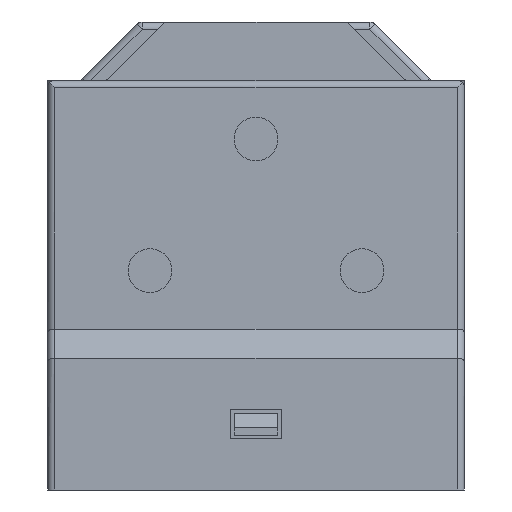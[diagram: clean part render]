
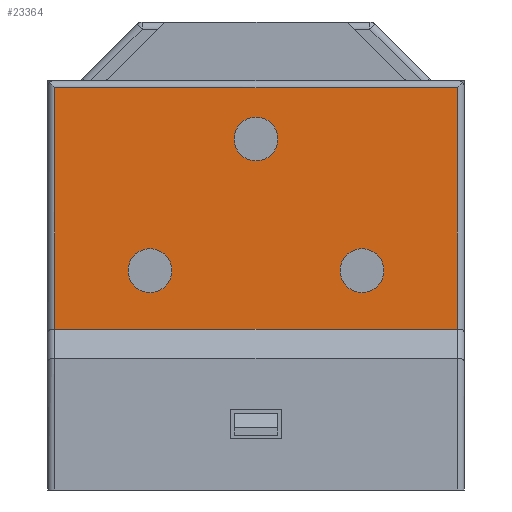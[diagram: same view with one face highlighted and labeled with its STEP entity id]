
A CAD part, front view. The second image highlights one B-rep face of the part: STEP entity #23364.
In plain terms, the highlighted planar face has unit normal (0, -1, 0).
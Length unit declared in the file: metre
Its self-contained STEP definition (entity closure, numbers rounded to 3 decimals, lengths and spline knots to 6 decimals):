
#20434=DIRECTION('',(-1.,0.,0.));
#20435=VECTOR('',#20434,0.0275);
#20436=CARTESIAN_POINT('',(0.02775,0.002,0.011));
#20437=LINE('',#20436,#20435);
#20472=DIRECTION('',(0.,0.,1.));
#20473=VECTOR('',#20472,0.0165);
#20474=CARTESIAN_POINT('',(0.00025,0.002,0.011));
#20475=LINE('',#20474,#20473);
#20579=DIRECTION('',(0.,0.,-1.));
#20580=VECTOR('',#20579,0.0165);
#20581=CARTESIAN_POINT('',(0.02775,0.002,0.0275));
#20582=LINE('',#20581,#20580);
#20588=CARTESIAN_POINT('',(0.02775,0.002,0.0275));
#20590=CARTESIAN_POINT('',(0.014,0.002,0.024));
#20591=DIRECTION('',(0.,1.,0.));
#20592=DIRECTION('',(0.,0.,1.));
#20593=AXIS2_PLACEMENT_3D('',#20590,#20591,#20592);
#20595=CARTESIAN_POINT('',(0.014,0.002,0.024));
#20596=DIRECTION('',(0.,1.,0.));
#20597=DIRECTION('',(0.,0.,-1.));
#20598=AXIS2_PLACEMENT_3D('',#20595,#20596,#20597);
#20600=CARTESIAN_POINT('',(0.02125,0.002,0.015));
#20601=DIRECTION('',(0.,1.,0.));
#20602=DIRECTION('',(0.,0.,1.));
#20603=AXIS2_PLACEMENT_3D('',#20600,#20601,#20602);
#20605=CARTESIAN_POINT('',(0.02125,0.002,0.015));
#20606=DIRECTION('',(0.,1.,0.));
#20607=DIRECTION('',(0.,0.,-1.));
#20608=AXIS2_PLACEMENT_3D('',#20605,#20606,#20607);
#20610=CARTESIAN_POINT('',(0.00675,0.002,0.015));
#20611=DIRECTION('',(0.,1.,0.));
#20612=DIRECTION('',(0.,0.,1.));
#20613=AXIS2_PLACEMENT_3D('',#20610,#20611,#20612);
#20615=CARTESIAN_POINT('',(0.00675,0.002,0.015));
#20616=DIRECTION('',(0.,1.,0.));
#20617=DIRECTION('',(0.,0.,-1.));
#20618=AXIS2_PLACEMENT_3D('',#20615,#20616,#20617);
#20678=DIRECTION('',(1.,0.,0.));
#20679=VECTOR('',#20678,0.0275);
#20680=CARTESIAN_POINT('',(0.00025,0.002,0.0275));
#20681=LINE('',#20680,#20679);
#21265=VERTEX_POINT('',#20588);
#21266=CARTESIAN_POINT('',(0.00025,0.002,0.0275));
#21267=VERTEX_POINT('',#21266);
#21615=CARTESIAN_POINT('',(0.00025,0.002,0.011));
#21616=VERTEX_POINT('',#21615);
#21617=CARTESIAN_POINT('',(0.02775,0.002,0.011));
#21618=VERTEX_POINT('',#21617);
#21619=CARTESIAN_POINT('',(0.00675,0.002,0.0135));
#21620=CARTESIAN_POINT('',(0.00675,0.002,0.0165));
#21621=VERTEX_POINT('',#21619);
#21622=VERTEX_POINT('',#21620);
#21623=CARTESIAN_POINT('',(0.02125,0.002,0.0135));
#21624=CARTESIAN_POINT('',(0.02125,0.002,0.0165));
#21625=VERTEX_POINT('',#21623);
#21626=VERTEX_POINT('',#21624);
#21627=CARTESIAN_POINT('',(0.014,0.002,0.0225));
#21628=CARTESIAN_POINT('',(0.014,0.002,0.0255));
#21629=VERTEX_POINT('',#21627);
#21630=VERTEX_POINT('',#21628);
#23334=CARTESIAN_POINT('',(0.,0.002,0.028));
#23335=DIRECTION('',(0.,1.,0.));
#23336=DIRECTION('',(0.,0.,1.));
#23337=AXIS2_PLACEMENT_3D('',#23334,#23335,#23336);
#23338=PLANE('',#23337);
#23339=ORIENTED_EDGE('',*,*,#23203,.T.);
#23341=ORIENTED_EDGE('',*,*,#23340,.T.);
#23342=ORIENTED_EDGE('',*,*,#23320,.T.);
#23343=ORIENTED_EDGE('',*,*,#23161,.T.);
#23344=EDGE_LOOP('',(#23339,#23341,#23342,#23343));
#23345=FACE_OUTER_BOUND('',#23344,.F.);
#23347=ORIENTED_EDGE('',*,*,#23346,.F.);
#23349=ORIENTED_EDGE('',*,*,#23348,.F.);
#23350=EDGE_LOOP('',(#23347,#23349));
#23351=FACE_BOUND('',#23350,.F.);
#23353=ORIENTED_EDGE('',*,*,#23352,.F.);
#23355=ORIENTED_EDGE('',*,*,#23354,.F.);
#23356=EDGE_LOOP('',(#23353,#23355));
#23357=FACE_BOUND('',#23356,.F.);
#23359=ORIENTED_EDGE('',*,*,#23358,.F.);
#23361=ORIENTED_EDGE('',*,*,#23360,.F.);
#23362=EDGE_LOOP('',(#23359,#23361));
#23363=FACE_BOUND('',#23362,.F.);
#23364=ADVANCED_FACE('',(#23345,#23351,#23357,#23363),#23338,.F.);
#20594=CIRCLE('',#20593,0.0015);
#20599=CIRCLE('',#20598,0.0015);
#20604=CIRCLE('',#20603,0.0015);
#20609=CIRCLE('',#20608,0.0015);
#20614=CIRCLE('',#20613,0.0015);
#20619=CIRCLE('',#20618,0.0015);
#23161=EDGE_CURVE('',#21618,#21616,#20437,.T.);
#23203=EDGE_CURVE('',#21616,#21267,#20475,.T.);
#23320=EDGE_CURVE('',#21265,#21618,#20582,.T.);
#23340=EDGE_CURVE('',#21267,#21265,#20681,.T.);
#23346=EDGE_CURVE('',#21626,#21625,#20604,.T.);
#23348=EDGE_CURVE('',#21625,#21626,#20609,.T.);
#23352=EDGE_CURVE('',#21622,#21621,#20614,.T.);
#23354=EDGE_CURVE('',#21621,#21622,#20619,.T.);
#23358=EDGE_CURVE('',#21630,#21629,#20594,.T.);
#23360=EDGE_CURVE('',#21629,#21630,#20599,.T.);
